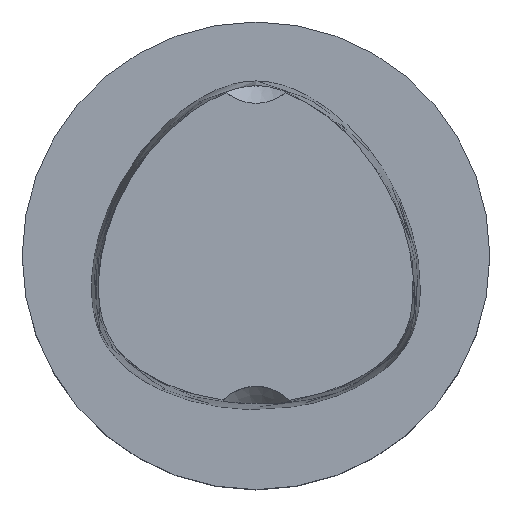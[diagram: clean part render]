
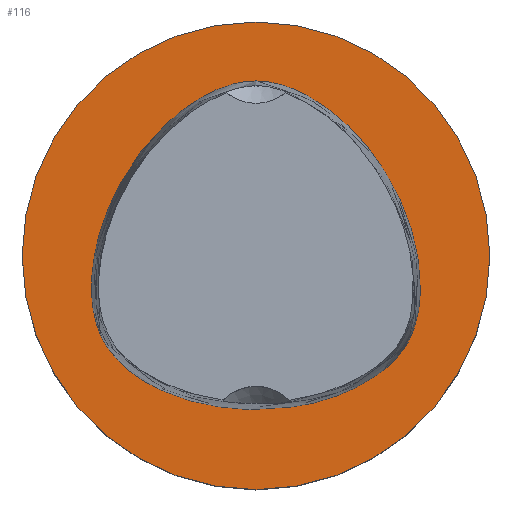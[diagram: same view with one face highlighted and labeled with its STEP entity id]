
A CAD part, top view. The second image highlights one B-rep face of the part: STEP entity #116.
In plain terms, the highlighted planar face has unit normal (0, 0, 1).
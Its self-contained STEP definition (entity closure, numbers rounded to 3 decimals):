
#94=EDGE_CURVE('240[2]',#210,#210,#211,.T.);
#116=ADVANCED_FACE('240[2]',(#240,#241),#242,.T.);
#120=EDGE_CURVE('240[2]',#246,#246,#247,.T.);
#210=VERTEX_POINT('',#1328);
#211=B_SPLINE_CURVE_WITH_KNOTS('',3,(#1329,#1330,#1331,#1332,#1333,#1334,#1335,#1336,#1337,#1338,#1339,#1340,#1341,#1342,#1343,#1344,#1345,#1346,#1347,#1348,#1349,#1350,#1351,#1352,#1353,#1354,#1355,#1356,#1357,#1358,#1359,#1360,#1361,#1362,#1363,#1364,#1365,#1366,#1367,#1368,#1369,#1370,#1371,#1372,#1373,#1374,#1375,#1376,#1377,#1378),.UNSPECIFIED.,.T.,.F.,(4,2,2,2,2,2,2,2,2,2,2,2,2,2,2,2,2,2,2,2,2,2,2,2,4),(0.0,10.573,15.48,17.942,19.829,22.281,24.781,27.037,28.014,28.819,29.843,30.934,31.673,32.141,33.291,33.736,34.269,34.957,35.613,36.174,36.854,37.682,38.191,38.626,39.537),.UNSPECIFIED.);
#240=FACE_BOUND('',#1469,.T.);
#241=FACE_OUTER_BOUND('',#1470,.T.);
#242=PLANE('',#1471);
#246=VERTEX_POINT('',#1488);
#247=CIRCLE('',#1489,24.99);
#1328=CARTESIAN_POINT('',(0.001,18.694,0.0));
#1329=CARTESIAN_POINT('',(-13.909,8.803,0.0));
#1330=CARTESIAN_POINT('',(-12.072,11.81,0.));
#1331=CARTESIAN_POINT('',(-9.843,14.131,0.));
#1332=CARTESIAN_POINT('',(-6.472,16.593,0.));
#1333=CARTESIAN_POINT('',(-4.888,17.605,0.));
#1334=CARTESIAN_POINT('',(-2.138,18.483,0.));
#1335=CARTESIAN_POINT('',(-0.77,18.787,0.));
#1336=CARTESIAN_POINT('',(1.824,18.573,0.));
#1337=CARTESIAN_POINT('',(2.923,18.261,0.));
#1338=CARTESIAN_POINT('',(5.187,17.353,0.));
#1339=CARTESIAN_POINT('',(6.786,16.493,0.));
#1340=CARTESIAN_POINT('',(10.302,13.593,0.));
#1341=CARTESIAN_POINT('',(12.34,11.451,0.));
#1342=CARTESIAN_POINT('',(15.661,5.856,0.));
#1343=CARTESIAN_POINT('',(16.894,2.718,0.));
#1344=CARTESIAN_POINT('',(17.577,-2.023,0.));
#1345=CARTESIAN_POINT('',(17.719,-3.988,0.));
#1346=CARTESIAN_POINT('',(17.044,-7.733,0.));
#1347=CARTESIAN_POINT('',(16.524,-8.83,0.));
#1348=CARTESIAN_POINT('',(15.285,-10.766,0.));
#1349=CARTESIAN_POINT('',(14.438,-11.601,0.));
#1350=CARTESIAN_POINT('',(12.573,-13.065,0.));
#1351=CARTESIAN_POINT('',(11.063,-14.051,0.));
#1352=CARTESIAN_POINT('',(7.23,-15.495,0.));
#1353=CARTESIAN_POINT('',(5.767,-15.86,0.));
#1354=CARTESIAN_POINT('',(3.667,-16.19,0.));
#1355=CARTESIAN_POINT('',(2.925,-16.258,0.));
#1356=CARTESIAN_POINT('',(0.351,-16.494,0.));
#1357=CARTESIAN_POINT('',(-0.366,-16.492,0.));
#1358=CARTESIAN_POINT('',(-2.635,-16.288,0.));
#1359=CARTESIAN_POINT('',(-3.34,-16.216,0.));
#1360=CARTESIAN_POINT('',(-4.42,-16.076,0.));
#1361=CARTESIAN_POINT('',(-5.819,-15.878,0.));
#1362=CARTESIAN_POINT('',(-9.946,-14.6,0.));
#1363=CARTESIAN_POINT('',(-11.759,-13.642,0.));
#1364=CARTESIAN_POINT('',(-14.601,-11.51,0.));
#1365=CARTESIAN_POINT('',(-15.444,-10.519,0.));
#1366=CARTESIAN_POINT('',(-16.547,-8.746,0.));
#1367=CARTESIAN_POINT('',(-17.032,-7.685,0.));
#1368=CARTESIAN_POINT('',(-17.687,-4.345,0.));
#1369=CARTESIAN_POINT('',(-17.626,-2.617,0.));
#1370=CARTESIAN_POINT('',(-17.222,0.688,0.));
#1371=CARTESIAN_POINT('',(-16.782,2.423,0.));
#1372=CARTESIAN_POINT('',(-15.851,5.014,0.));
#1373=CARTESIAN_POINT('',(-15.503,5.801,0.));
#1374=CARTESIAN_POINT('',(-14.903,7.046,0.));
#1375=CARTESIAN_POINT('',(-14.72,7.384,0.));
#1376=CARTESIAN_POINT('',(-14.265,8.22,0.));
#1377=CARTESIAN_POINT('',(-14.068,8.544,0.));
#1378=CARTESIAN_POINT('',(-13.909,8.803,0.0));
#1469=EDGE_LOOP('',(#1650));
#1470=EDGE_LOOP('',(#1651));
#1471=AXIS2_PLACEMENT_3D('',#1652,#1653,#1654);
#1488=CARTESIAN_POINT('',(0.,24.99,0.));
#1489=AXIS2_PLACEMENT_3D('',#1655,#1656,#1657);
#1650=ORIENTED_EDGE('',*,*,#94,.T.);
#1651=ORIENTED_EDGE('',*,*,#120,.T.);
#1652=CARTESIAN_POINT('',(0.,12.495,0.));
#1653=DIRECTION('',(0.,0.,1.0));
#1654=DIRECTION('',(1.0,0.,0.0));
#1655=CARTESIAN_POINT('',(0.0,0.0,0.0));
#1656=DIRECTION('',(0.,0.,1.0));
#1657=DIRECTION('',(0.,1.0,0.));
